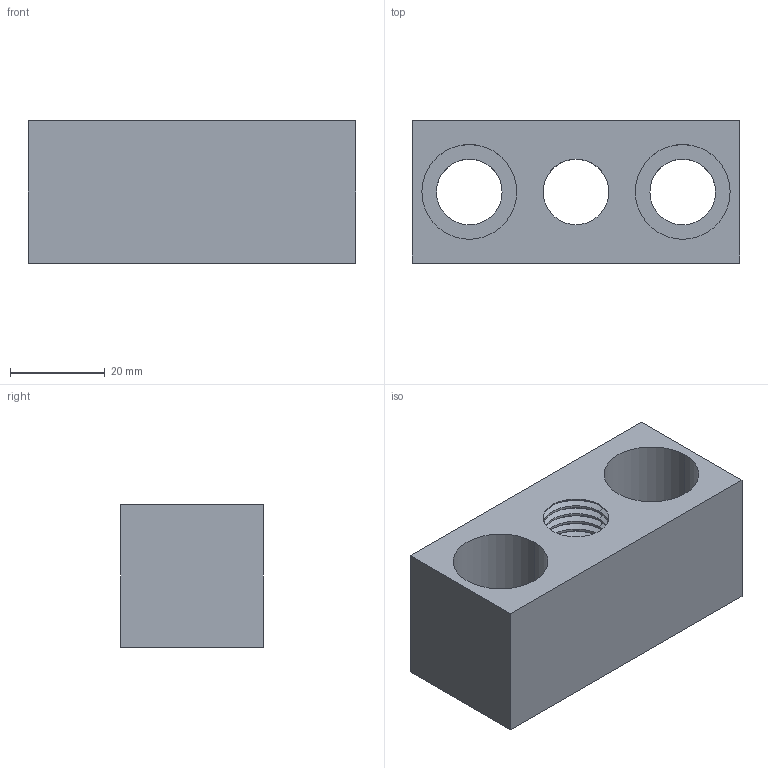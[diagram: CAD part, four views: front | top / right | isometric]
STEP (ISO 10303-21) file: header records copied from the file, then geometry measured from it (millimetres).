
FILE_DESCRIPTION(('STEP AP214'),'1');
FILE_NAME(' ',' ',('TraceParts'),('TraceParts S.A.'),'XStep 1.0',' ',' ');
FILE_SCHEMA(('automotive_design'));
Length unit declared in the file: millimetre
Products named in the file (1): 1
Bounding box: 69 x 30 x 30 mm (x, y, z)
Volume: 42991.4 mm3; surface area: 14679.6 mm2
Topology: 1 solids, 1 shells, 168 faces, 342 edges, 178 vertices
Faces by surface type: torus 60, cone 60, cylinder 40, plane 8
Entity records: 8316 total; most frequent: DIRECTION 910, STYLED_ITEM 689, PRESENTATION_STYLE_ASSIGNMENT 689, CARTESIAN_POINT 689, COLOUR_RGB 689, ORIENTED_EDGE 684, AXIS2_PLACEMENT_3D 399, EDGE_CURVE 342
